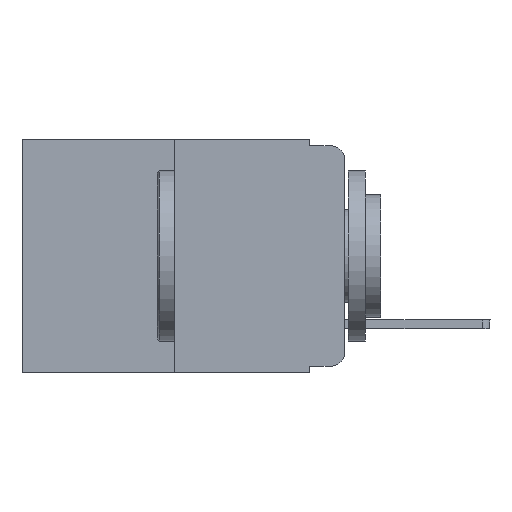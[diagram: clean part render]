
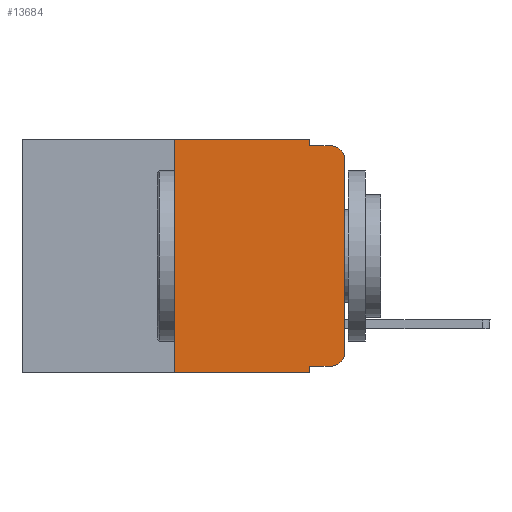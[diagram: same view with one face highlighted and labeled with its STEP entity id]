
A CAD part, left-side view. The second image highlights one B-rep face of the part: STEP entity #13684.
In plain terms, the highlighted planar face has unit normal (-1, 0, 0).
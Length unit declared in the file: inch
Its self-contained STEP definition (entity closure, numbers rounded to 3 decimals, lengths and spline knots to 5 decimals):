
#186 = VERTEX_POINT ( 'NONE', #7619 ) ;
#754 = LINE ( 'NONE', #10394, #10772 ) ;
#829 = EDGE_CURVE ( 'NONE', #5605, #186, #1862, .T. ) ;
#1049 = PLANE ( 'NONE',  #11318 ) ;
#1144 = CARTESIAN_POINT ( 'NONE',  ( 0., 0.02, -0.333 ) ) ;
#1169 = EDGE_CURVE ( 'NONE', #7192, #10292, #1310, .T. ) ;
#1310 = CIRCLE ( 'NONE', #4620, 0.02 ) ;
#1349 = AXIS2_PLACEMENT_3D ( 'NONE', #4305, #6942, #8051 ) ;
#1692 = VERTEX_POINT ( 'NONE', #4200 ) ;
#1862 = CIRCLE ( 'NONE', #1349, 0.02 ) ;
#1907 = VECTOR ( 'NONE', #14268, 39.37008 ) ;
#2074 = EDGE_CURVE ( 'NONE', #1692, #186, #15042, .T. ) ;
#2297 = ORIENTED_EDGE ( 'NONE', *, *, #6449, .T. ) ;
#2328 = CARTESIAN_POINT ( 'NONE',  ( 0., 0.25, 0. ) ) ;
#3090 = CARTESIAN_POINT ( 'NONE',  ( 0., 0.051, 0. ) ) ;
#3176 = LINE ( 'NONE', #10505, #1907 ) ;
#3204 = EDGE_LOOP ( 'NONE', ( #6545, #6120, #13927, #6763, #11096, #6211, #2297, #11460, #13350, #7739 ) ) ;
#3220 = CARTESIAN_POINT ( 'NONE',  ( 0., 0.051, -0.333 ) ) ;
#3608 = CARTESIAN_POINT ( 'NONE',  ( 0., 0., -0.313 ) ) ;
#3921 = CARTESIAN_POINT ( 'NONE',  ( 0., 0., -0.03 ) ) ;
#4087 = DIRECTION ( 'NONE',  ( 0., 0., -1. ) ) ;
#4112 = EDGE_CURVE ( 'NONE', #6656, #1692, #14060, .T. ) ;
#4147 = VECTOR ( 'NONE', #6660, 39.37008 ) ;
#4200 = CARTESIAN_POINT ( 'NONE',  ( 0., 0.051, -0.01 ) ) ;
#4305 = CARTESIAN_POINT ( 'NONE',  ( 0., 0.02, -0.03 ) ) ;
#4411 = VECTOR ( 'NONE', #7472, 39.37008 ) ;
#4620 = AXIS2_PLACEMENT_3D ( 'NONE', #6459, #15300, #5559 ) ;
#5075 = CARTESIAN_POINT ( 'NONE',  ( 0., 0.473, -0.343 ) ) ;
#5559 = DIRECTION ( 'NONE',  ( 0., 0., -1. ) ) ;
#5567 = VERTEX_POINT ( 'NONE', #2328 ) ;
#5605 = VERTEX_POINT ( 'NONE', #3921 ) ;
#5758 = FACE_OUTER_BOUND ( 'NONE', #3204, .T. ) ;
#6029 = EDGE_CURVE ( 'NONE', #11831, #15602, #11218, .T. ) ;
#6120 = ORIENTED_EDGE ( 'NONE', *, *, #829, .T. ) ;
#6211 = ORIENTED_EDGE ( 'NONE', *, *, #14334, .F. ) ;
#6449 = EDGE_CURVE ( 'NONE', #7550, #15602, #13538, .T. ) ;
#6459 = CARTESIAN_POINT ( 'NONE',  ( 0., 0.02, -0.313 ) ) ;
#6545 = ORIENTED_EDGE ( 'NONE', *, *, #11961, .T. ) ;
#6656 = VERTEX_POINT ( 'NONE', #15582 ) ;
#6660 = DIRECTION ( 'NONE',  ( 0., -1., 0. ) ) ;
#6748 = LINE ( 'NONE', #10780, #10947 ) ;
#6763 = ORIENTED_EDGE ( 'NONE', *, *, #4112, .F. ) ;
#6942 = DIRECTION ( 'NONE',  ( -1., 0., 0. ) ) ;
#7192 = VERTEX_POINT ( 'NONE', #1144 ) ;
#7200 = DIRECTION ( 'NONE',  ( 0., 0., 1. ) ) ;
#7472 = DIRECTION ( 'NONE',  ( 0., -1., 0. ) ) ;
#7550 = VERTEX_POINT ( 'NONE', #12846 ) ;
#7619 = CARTESIAN_POINT ( 'NONE',  ( 0., 0.02, -0.01 ) ) ;
#7739 = ORIENTED_EDGE ( 'NONE', *, *, #1169, .T. ) ;
#8051 = DIRECTION ( 'NONE',  ( 0., 0., -1. ) ) ;
#8365 = DIRECTION ( 'NONE',  ( 0., 0., -1. ) ) ;
#10292 = VERTEX_POINT ( 'NONE', #3608 ) ;
#10375 = CARTESIAN_POINT ( 'NONE',  ( 0., 0.051, 0. ) ) ;
#10394 = CARTESIAN_POINT ( 'NONE',  ( 0., 0.051, -0.333 ) ) ;
#10505 = CARTESIAN_POINT ( 'NONE',  ( 0., 0.25, 0. ) ) ;
#10615 = CARTESIAN_POINT ( 'NONE',  ( 0., 0.473, 0. ) ) ;
#10772 = VECTOR ( 'NONE', #12950, 39.37008 ) ;
#10780 = CARTESIAN_POINT ( 'NONE',  ( 0., 0.473, 0. ) ) ;
#10947 = VECTOR ( 'NONE', #13344, 39.37008 ) ;
#11096 = ORIENTED_EDGE ( 'NONE', *, *, #14726, .F. ) ;
#11218 = LINE ( 'NONE', #3090, #15352 ) ;
#11318 = AXIS2_PLACEMENT_3D ( 'NONE', #10615, #11890, #8365 ) ;
#11460 = ORIENTED_EDGE ( 'NONE', *, *, #6029, .F. ) ;
#11732 = VECTOR ( 'NONE', #4087, 39.37008 ) ;
#11831 = VERTEX_POINT ( 'NONE', #3220 ) ;
#11890 = DIRECTION ( 'NONE',  ( 1., 0., 0. ) ) ;
#11906 = CARTESIAN_POINT ( 'NONE',  ( 0., 0., 0. ) ) ;
#11961 = EDGE_CURVE ( 'NONE', #10292, #5605, #13353, .T. ) ;
#12285 = VECTOR ( 'NONE', #7200, 39.37008 ) ;
#12299 = DIRECTION ( 'NONE',  ( 0., 0., -1. ) ) ;
#12846 = CARTESIAN_POINT ( 'NONE',  ( 0., 0.25, -0.343 ) ) ;
#12950 = DIRECTION ( 'NONE',  ( 0., -1., 0. ) ) ;
#13056 = EDGE_CURVE ( 'NONE', #11831, #7192, #754, .T. ) ;
#13344 = DIRECTION ( 'NONE',  ( 0., -1., 0. ) ) ;
#13350 = ORIENTED_EDGE ( 'NONE', *, *, #13056, .T. ) ;
#13353 = LINE ( 'NONE', #11906, #12285 ) ;
#13538 = LINE ( 'NONE', #5075, #4411 ) ;
#13684 = ADVANCED_FACE ( 'NONE', ( #5758 ), #1049, .F. ) ;
#13927 = ORIENTED_EDGE ( 'NONE', *, *, #2074, .F. ) ;
#14060 = LINE ( 'NONE', #10375, #11732 ) ;
#14092 = CARTESIAN_POINT ( 'NONE',  ( 0., 0.051, -0.01 ) ) ;
#14268 = DIRECTION ( 'NONE',  ( 0., 0., 1. ) ) ;
#14334 = EDGE_CURVE ( 'NONE', #7550, #5567, #3176, .T. ) ;
#14357 = CARTESIAN_POINT ( 'NONE',  ( 0., 0.051, -0.343 ) ) ;
#14726 = EDGE_CURVE ( 'NONE', #5567, #6656, #6748, .T. ) ;
#15042 = LINE ( 'NONE', #14092, #4147 ) ;
#15300 = DIRECTION ( 'NONE',  ( -1., 0., 0. ) ) ;
#15352 = VECTOR ( 'NONE', #12299, 39.37008 ) ;
#15582 = CARTESIAN_POINT ( 'NONE',  ( 0., 0.051, 0. ) ) ;
#15602 = VERTEX_POINT ( 'NONE', #14357 ) ;
